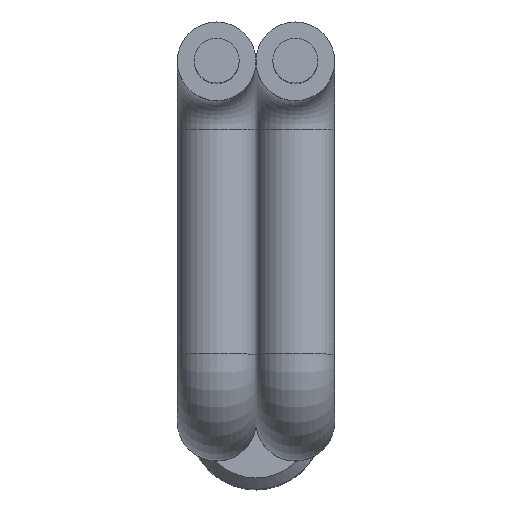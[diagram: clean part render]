
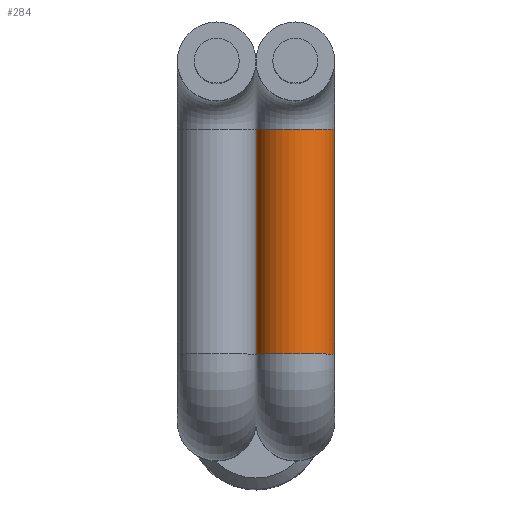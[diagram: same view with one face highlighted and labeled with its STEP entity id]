
A CAD part, top view. The second image highlights one B-rep face of the part: STEP entity #284.
In plain terms, the highlighted cylindrical face has radius 1.75 mm (diameter 3.5 mm), a full revolution.
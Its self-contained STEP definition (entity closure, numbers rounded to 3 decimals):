
#21=LINE('',#497,#24);
#24=VECTOR('',#395,10.);
#49=FACE_OUTER_BOUND('',#75,.T.);
#75=EDGE_LOOP('',(#191,#192,#193,#194));
#106=CIRCLE('',#319,1.75);
#107=CIRCLE('',#321,1.75);
#134=VERTEX_POINT('',#492);
#135=VERTEX_POINT('',#496);
#153=EDGE_CURVE('',#134,#134,#106,.T.);
#154=EDGE_CURVE('',#135,#134,#21,.T.);
#155=EDGE_CURVE('',#135,#135,#107,.T.);
#191=ORIENTED_EDGE('',*,*,#153,.T.);
#192=ORIENTED_EDGE('',*,*,#154,.F.);
#193=ORIENTED_EDGE('',*,*,#155,.F.);
#194=ORIENTED_EDGE('',*,*,#154,.T.);
#252=CYLINDRICAL_SURFACE('',#320,1.75);
#284=ADVANCED_FACE('',(#49),#252,.T.);
#319=AXIS2_PLACEMENT_3D('',#494,#391,#392);
#320=AXIS2_PLACEMENT_3D('',#495,#393,#394);
#321=AXIS2_PLACEMENT_3D('',#498,#396,#397);
#391=DIRECTION('center_axis',(0.,-1.,0.));
#392=DIRECTION('ref_axis',(-1.,0.,0.));
#393=DIRECTION('center_axis',(0.,1.,0.));
#394=DIRECTION('ref_axis',(-1.,0.,0.));
#395=DIRECTION('',(0.,1.,0.));
#396=DIRECTION('center_axis',(0.,-1.,0.));
#397=DIRECTION('ref_axis',(-1.,0.,0.));
#492=CARTESIAN_POINT('',(0.,13.,28.));
#494=CARTESIAN_POINT('Origin',(1.75,13.,28.));
#495=CARTESIAN_POINT('Origin',(1.75,3.,28.));
#496=CARTESIAN_POINT('',(0.,3.,28.));
#497=CARTESIAN_POINT('',(0.,3.,28.));
#498=CARTESIAN_POINT('Origin',(1.75,3.,28.));
